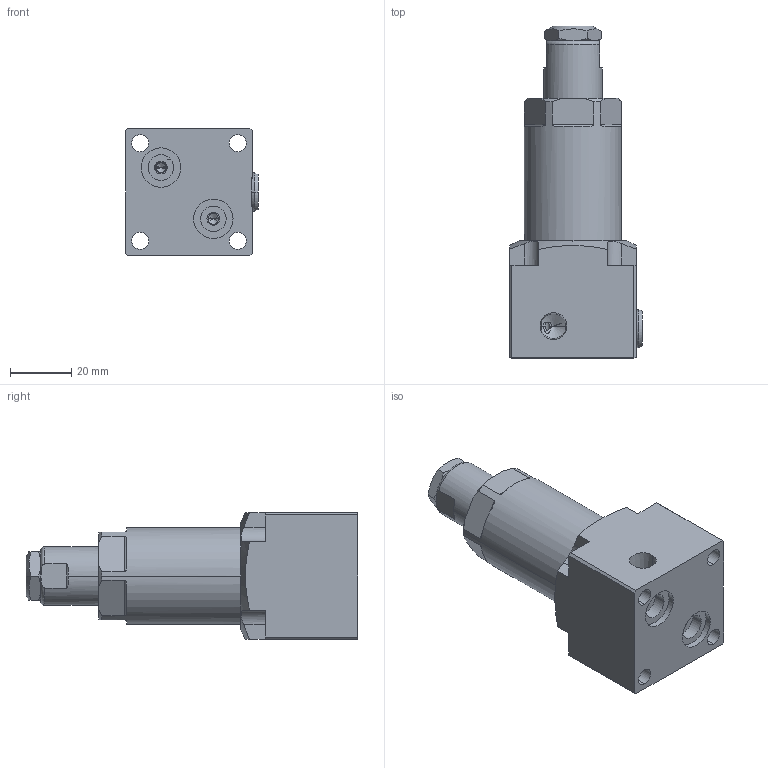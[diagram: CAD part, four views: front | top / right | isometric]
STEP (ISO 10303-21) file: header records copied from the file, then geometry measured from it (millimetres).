
FILE_DESCRIPTION((''),'2;1');
FILE_NAME('ILC10080826','2020-06-22T',('Asawyer'),(''),'PRO/ENGINEER BY PARAMETRIC TECHNOLOGY CORPORATION, 2013320','PRO/ENGINEER BY PARAMETRIC TECHNOLOGY CORPORATION, 2013320','');
FILE_SCHEMA(('CONFIG_CONTROL_DESIGN'));
Length unit declared in the file: inch
Products named in the file (1): ILC10080826
Bounding box: 43.27 x 108.08 x 41.27 mm (x, y, z)
Volume: 97882.9 mm3; surface area: 19913.2 mm2
Topology: 1 solids, 7 shells, 171 faces, 438 edges, 282 vertices
Faces by surface type: plane 70, cylinder 57, cone 40, torus 4
Entity records: 5800 total; most frequent: CARTESIAN_POINT 1643, DIRECTION 855, ORIENTED_EDGE 838, EDGE_CURVE 430, AXIS2_PLACEMENT_3D 332, VERTEX_POINT 282, EDGE_LOOP 198, VECTOR 191
